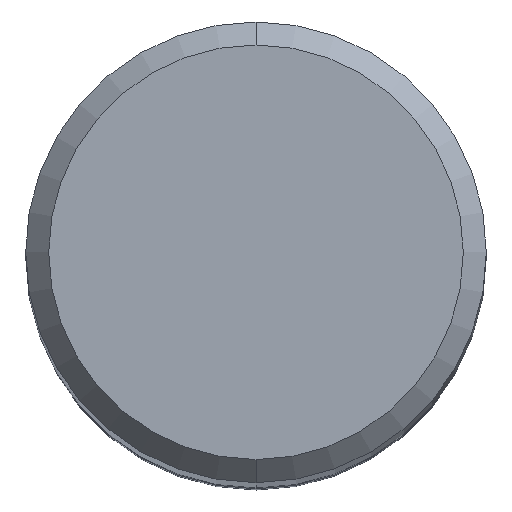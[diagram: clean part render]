
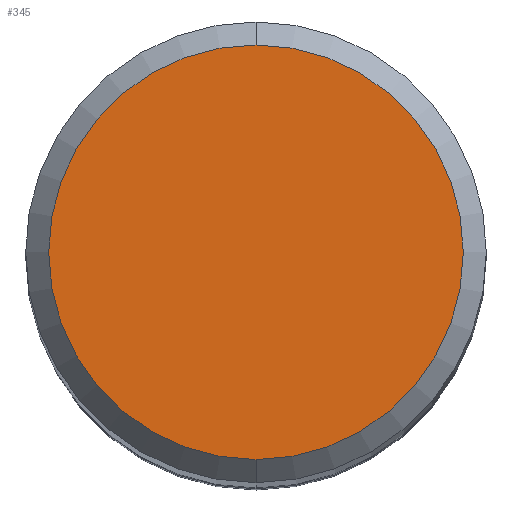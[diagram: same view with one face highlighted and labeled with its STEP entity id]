
A CAD part, top view. The second image highlights one B-rep face of the part: STEP entity #345.
In plain terms, the highlighted planar face has unit normal (0, 0, 1).
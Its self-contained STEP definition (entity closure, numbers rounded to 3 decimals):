
#155=VERTEX_POINT('',#387);
#171=EDGE_CURVE('',#155,#191,#408,.T.);
#191=VERTEX_POINT('',#430);
#289=EDGE_CURVE('',#191,#155,#541,.T.);
#345=ADVANCED_FACE('',(#602),#603,.T.);
#387=CARTESIAN_POINT('',(0.0,3.6,0.0));
#408=CIRCLE('',#673,3.6);
#430=CARTESIAN_POINT('',(0.,-3.6,0.0));
#541=CIRCLE('',#838,3.6);
#602=FACE_OUTER_BOUND('',#921,.T.);
#603=PLANE('',#922);
#673=AXIS2_PLACEMENT_3D('',#990,#991,#992);
#838=AXIS2_PLACEMENT_3D('',#1167,#1168,#1169);
#921=EDGE_LOOP('',(#1229,#1230));
#922=AXIS2_PLACEMENT_3D('',#1231,#1232,#1233);
#990=CARTESIAN_POINT('',(0.0,0.0,0.0));
#991=DIRECTION('',(0.0,0.0,-1.0));
#992=DIRECTION('',(0.0,1.0,0.0));
#1167=CARTESIAN_POINT('',(0.0,0.0,0.0));
#1168=DIRECTION('',(0.0,0.0,-1.0));
#1169=DIRECTION('',(0.0,1.0,0.0));
#1229=ORIENTED_EDGE('',*,*,#171,.F.);
#1230=ORIENTED_EDGE('',*,*,#289,.F.);
#1231=CARTESIAN_POINT('',(0.0,1.8,0.0));
#1232=DIRECTION('',(-0.0,0.0,1.0));
#1233=DIRECTION('',(0.0,-1.0,0.0));
